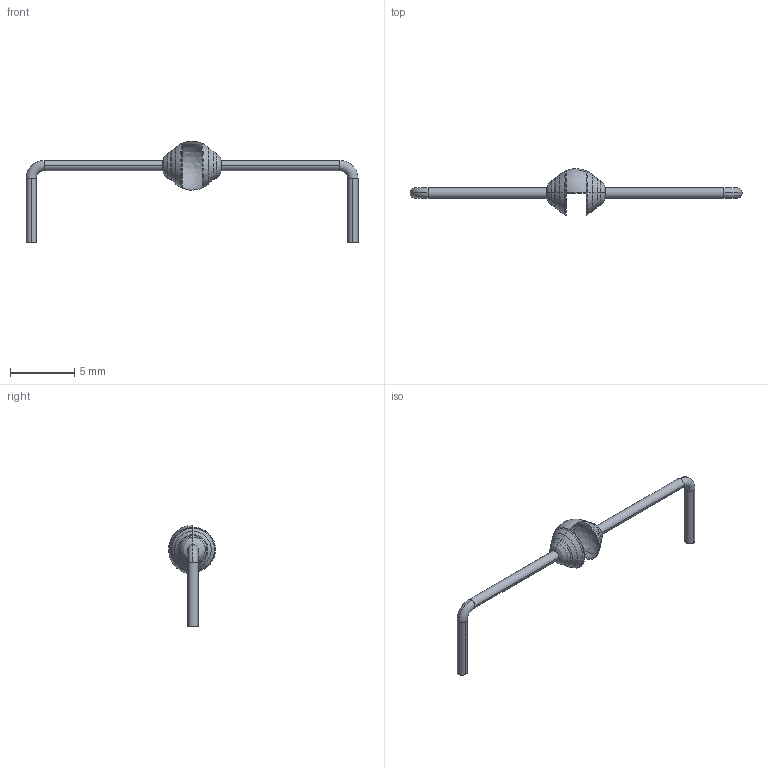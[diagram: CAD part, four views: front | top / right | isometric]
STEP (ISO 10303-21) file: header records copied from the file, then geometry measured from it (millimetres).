
FILE_DESCRIPTION((''),'2;1');
FILE_NAME('DIOAD2500W82L400D360H460A.stp','2009-03-31T11:50:59',(''),(''),'Mechanical Desktop 2006','Mechanical Desktop 2006',', , ');
FILE_SCHEMA(('AUTOMOTIVE_DESIGN { 1 2 10303 214 0 1 1 1 }'));
Length unit declared in the file: millimetre
Products named in the file (1): Product
Bounding box: 25.8 x 3.63 x 7.91 mm (x, y, z)
Volume: 28.2 mm3; surface area: 184.8 mm2
Topology: 4 solids, 5 shells, 48 faces, 116 edges, 74 vertices
Faces by surface type: bspline 22, sphere 8, plane 8, cone 4, cylinder 4, torus 2
Entity records: 1914 total; most frequent: CARTESIAN_POINT 757, DIRECTION 262, ORIENTED_EDGE 220, AXIS2_PLACEMENT_3D 125, EDGE_CURVE 110, CIRCLE 98, VERTEX_POINT 72, EDGE_LOOP 48
